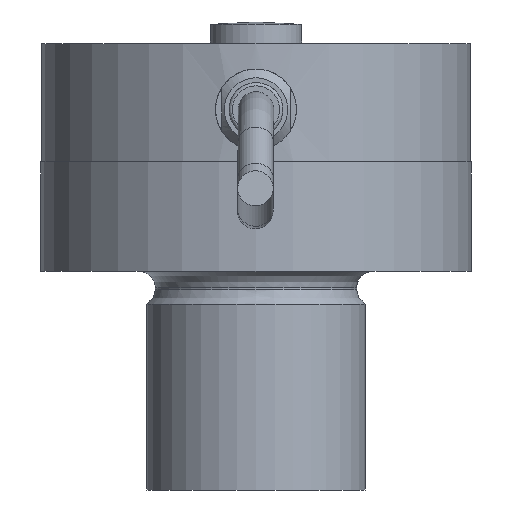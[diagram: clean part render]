
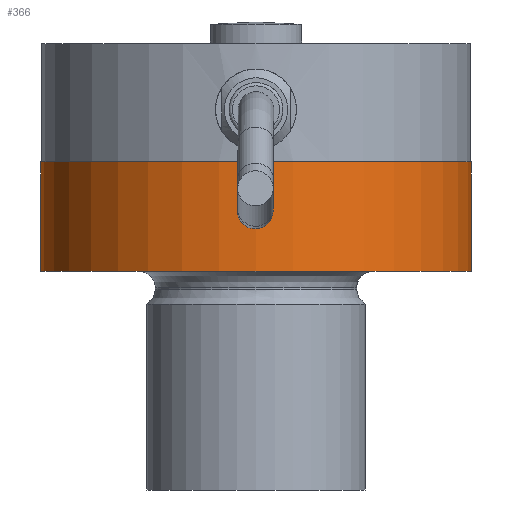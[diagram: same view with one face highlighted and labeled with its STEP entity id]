
A CAD part, front view. The second image highlights one B-rep face of the part: STEP entity #366.
In plain terms, the highlighted cylindrical face has radius 12.509 mm (diameter 25.019 mm), a full revolution.
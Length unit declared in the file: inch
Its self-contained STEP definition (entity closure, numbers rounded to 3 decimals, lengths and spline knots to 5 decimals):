
#339=CARTESIAN_POINT('',(0.,0.,-0.285));
#340=DIRECTION('',(0.0,0.0,-1.0));
#341=DIRECTION('',(1.0,0.0,0.0));
#342=AXIS2_PLACEMENT_3D('',#339,#340,#341);
#343=CYLINDRICAL_SURFACE('',#342,0.4925);
#344=CARTESIAN_POINT('',(-0.4925,0.,-0.16));
#345=VERTEX_POINT('',#344);
#346=CARTESIAN_POINT('',(0.,0.,-0.16));
#347=DIRECTION('',(0.0,0.0,-1.0));
#348=DIRECTION('',(1.0,0.0,0.0));
#349=AXIS2_PLACEMENT_3D('',#346,#347,#348);
#350=CIRCLE('',#349,0.4925);
#351=EDGE_CURVE('',#345,#345,#350,.T.);
#352=ORIENTED_EDGE('',*,*,#351,.T.);
#353=EDGE_LOOP('',(#352));
#354=FACE_OUTER_BOUND('',#353,.T.);
#355=CARTESIAN_POINT('',(-0.4925,0.,-0.41));
#356=VERTEX_POINT('',#355);
#357=CARTESIAN_POINT('',(0.,0.,-0.41));
#358=DIRECTION('',(0.0,0.0,-1.0));
#359=DIRECTION('',(1.0,0.0,0.0));
#360=AXIS2_PLACEMENT_3D('',#357,#358,#359);
#361=CIRCLE('',#360,0.4925);
#362=EDGE_CURVE('',#356,#356,#361,.T.);
#363=ORIENTED_EDGE('',*,*,#362,.F.);
#364=EDGE_LOOP('',(#363));
#365=FACE_BOUND('',#364,.T.);
#366=ADVANCED_FACE('',(#354,#365),#343,.T.);
